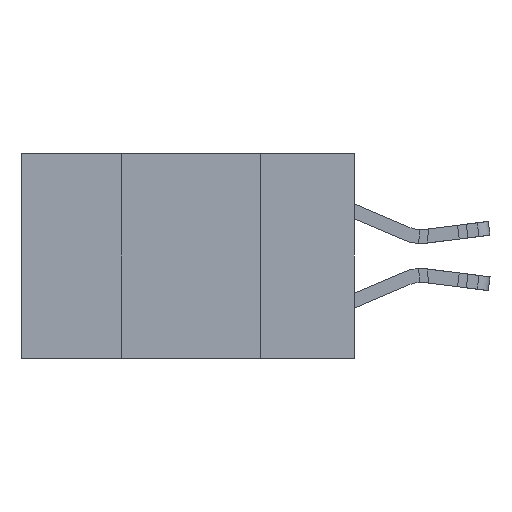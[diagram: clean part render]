
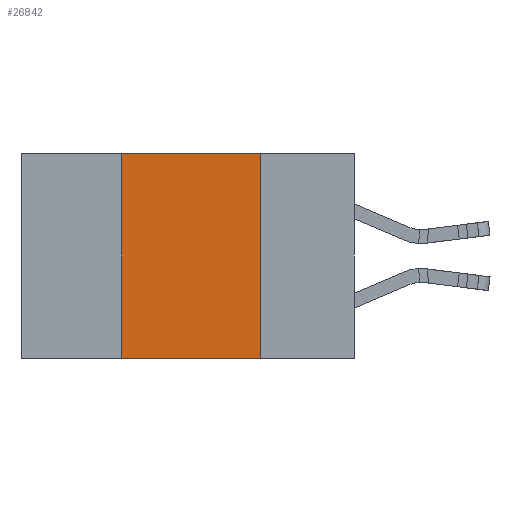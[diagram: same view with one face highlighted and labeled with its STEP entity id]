
A CAD part, left-side view. The second image highlights one B-rep face of the part: STEP entity #26842.
In plain terms, the highlighted planar face has unit normal (-1, 0, 0).
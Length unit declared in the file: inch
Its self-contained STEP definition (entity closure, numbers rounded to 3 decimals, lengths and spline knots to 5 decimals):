
#807 = VERTEX_POINT ( 'NONE', #11641 ) ;
#2231 = LINE ( 'NONE', #17295, #18208 ) ;
#3089 = EDGE_CURVE ( 'NONE', #3363, #807, #2231, .T. ) ;
#3363 = VERTEX_POINT ( 'NONE', #9518 ) ;
#3943 = DIRECTION ( 'NONE',  ( 0., -1., 0. ) ) ;
#4611 = VERTEX_POINT ( 'NONE', #24409 ) ;
#6712 = ORIENTED_EDGE ( 'NONE', *, *, #25741, .F. ) ;
#6948 = EDGE_CURVE ( 'NONE', #3363, #23557, #8372, .T. ) ;
#7320 = CARTESIAN_POINT ( 'NONE',  ( 0., 0.6, 0. ) ) ;
#8372 = LINE ( 'NONE', #15665, #19178 ) ;
#8576 = DIRECTION ( 'NONE',  ( 0., -1., 0. ) ) ;
#8747 = DIRECTION ( 'NONE',  ( 0., 0., -1. ) ) ;
#9144 = VECTOR ( 'NONE', #3943, 39.37008 ) ;
#9515 = DIRECTION ( 'NONE',  ( 1., 0., 0. ) ) ;
#9518 = CARTESIAN_POINT ( 'NONE',  ( 0., 0.42, -0.37 ) ) ;
#10084 = FACE_OUTER_BOUND ( 'NONE', #24056, .T. ) ;
#10423 = CARTESIAN_POINT ( 'NONE',  ( 0., 0.6, 0. ) ) ;
#10852 = CARTESIAN_POINT ( 'NONE',  ( 0., 0.17, -0.37 ) ) ;
#11641 = CARTESIAN_POINT ( 'NONE',  ( 0., 0.17, -0.37 ) ) ;
#12112 = VECTOR ( 'NONE', #8747, 39.37008 ) ;
#14915 = LINE ( 'NONE', #10423, #9144 ) ;
#15104 = CARTESIAN_POINT ( 'NONE',  ( 0., 0.42, 0. ) ) ;
#15143 = AXIS2_PLACEMENT_3D ( 'NONE', #7320, #9515, #24562 ) ;
#15665 = CARTESIAN_POINT ( 'NONE',  ( 0., 0.42, -0.37 ) ) ;
#16226 = ORIENTED_EDGE ( 'NONE', *, *, #27197, .F. ) ;
#17295 = CARTESIAN_POINT ( 'NONE',  ( 0., 0.6, -0.37 ) ) ;
#17564 = ORIENTED_EDGE ( 'NONE', *, *, #3089, .T. ) ;
#17847 = LINE ( 'NONE', #10852, #12112 ) ;
#18208 = VECTOR ( 'NONE', #8576, 39.37008 ) ;
#19178 = VECTOR ( 'NONE', #24281, 39.37008 ) ;
#20255 = PLANE ( 'NONE',  #15143 ) ;
#23236 = ORIENTED_EDGE ( 'NONE', *, *, #6948, .F. ) ;
#23557 = VERTEX_POINT ( 'NONE', #15104 ) ;
#24056 = EDGE_LOOP ( 'NONE', ( #16226, #6712, #23236, #17564 ) ) ;
#24281 = DIRECTION ( 'NONE',  ( 0., 0., 1. ) ) ;
#24409 = CARTESIAN_POINT ( 'NONE',  ( 0., 0.17, 0. ) ) ;
#24562 = DIRECTION ( 'NONE',  ( 0., 0., -1. ) ) ;
#25741 = EDGE_CURVE ( 'NONE', #23557, #4611, #14915, .T. ) ;
#26842 = ADVANCED_FACE ( 'NONE', ( #10084 ), #20255, .F. ) ;
#27197 = EDGE_CURVE ( 'NONE', #4611, #807, #17847, .T. ) ;
